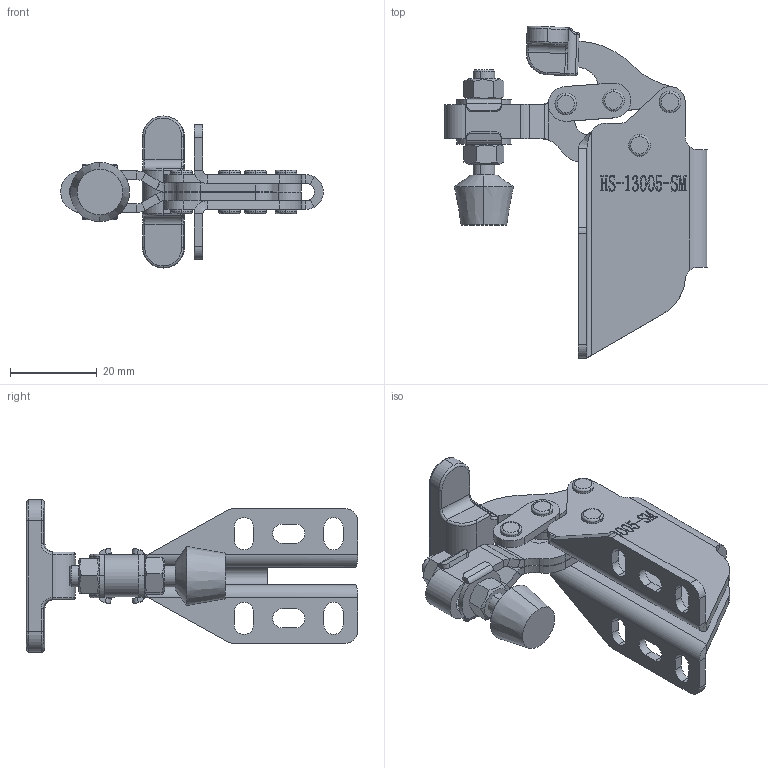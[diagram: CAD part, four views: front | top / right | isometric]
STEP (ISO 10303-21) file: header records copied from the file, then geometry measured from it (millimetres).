
FILE_DESCRIPTION (( 'STEP AP203' ), '1' );
FILE_NAME ('HS-13005-SM.STEP', '2019-10-14T00:10:53', ( '微软用户' ), ( '微软中国' ), 'SwSTEP 2.0', 'SolidWorks 2012', '' );
FILE_SCHEMA (( 'CONFIG_CONTROL_DESIGN' ));
Length unit declared in the file: millimetre
Products named in the file (11): HS-13005-SM; hex nuts, style 1-grades ab gb_GB_FASTENER_NUT_SNAB1 M5-S; FW-100; hexagon head bolts-full thread gb_GB_FASTENER_BOLT_STBAB A M5X30-C; HS-13005(T)揤輸; HS-13005(T)揤參; HS-13005(T)忒參; HS-13005(T)穩隊; HS-13005(T)蟀裝; HS-13005(T)  T倰忒梟; HS-13005-SM眻菁釱
Assembly tree (18 placements, depth 2):
  HS-13005-SM
    HS-13005-SM眻菁釱
    HS-13005(T)  T倰忒梟  x2
    HS-13005(T)蟀裝  x2
    HS-13005(T)穩隊  x4
    HS-13005(T)忒參  x2
    HS-13005(T)揤參
    HS-13005(T)揤輸
    hexagon head bolts-full thread gb_GB_FASTENER_BOLT_STBAB A M5X30-C
    FW-100  x2
    hex nuts, style 1-grades ab gb_GB_FASTENER_NUT_SNAB1 M5-S  x2
Bounding box: 60.39 x 76.31 x 35 mm (x, y, z)
Volume: 16708 mm3; surface area: 18087.6 mm2
Topology: 18 solids, 18 shells, 996 faces, 2467 edges, 1530 vertices
Faces by surface type: plane 405, cylinder 250, bspline 175, cone 102, torus 52, sphere 12
Entity records: 32162 total; most frequent: CARTESIAN_POINT 13074, ORIENTED_EDGE 3914, DIRECTION 3239, EDGE_CURVE 1957, VERTEX_POINT 1240, LINE 1173, VECTOR 1173, AXIS2_PLACEMENT_3D 1033
